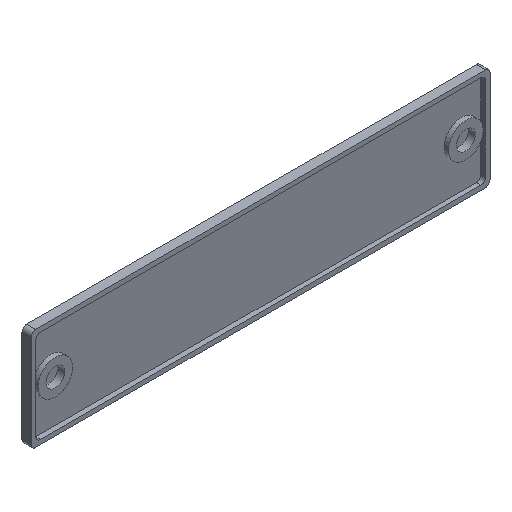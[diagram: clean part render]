
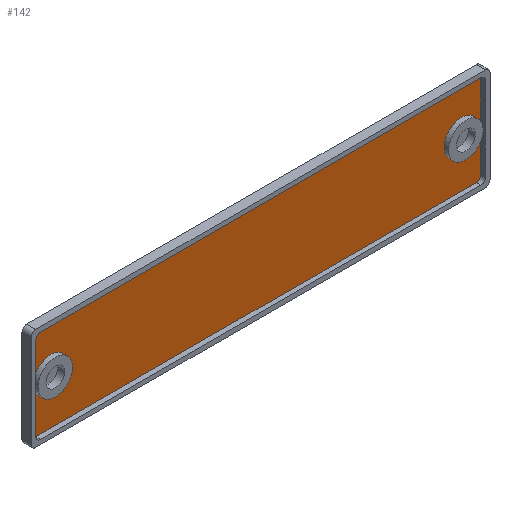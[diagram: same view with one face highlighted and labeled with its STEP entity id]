
A CAD part, isometric view. The second image highlights one B-rep face of the part: STEP entity #142.
In plain terms, the highlighted planar face has unit normal (0, -1, 0).
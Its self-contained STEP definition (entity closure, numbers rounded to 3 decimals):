
#27=CARTESIAN_POINT('',(-425.8,22.,66.75));
#28=DIRECTION('',(0.,-1.,0.));
#29=DIRECTION('',(0.,0.,-1.));
#30=AXIS2_PLACEMENT_3D('',#27,#28,#29);
#31=PLANE('',#30);
#32=CARTESIAN_POINT('',(-509.8,22.,137.305));
#33=VERTEX_POINT('',#32);
#34=CARTESIAN_POINT('',(-509.8,22.,100.855));
#35=VERTEX_POINT('',#34);
#36=CARTESIAN_POINT('',(-509.8,22.,137.305));
#37=DIRECTION('',(0.,0.,-1.));
#38=VECTOR('',#37,36.45);
#39=LINE('',#36,#38);
#40=EDGE_CURVE('',#33,#35,#39,.T.);
#41=ORIENTED_EDGE('',*,*,#40,.T.);
#42=CARTESIAN_POINT('',(-507.8,22.,98.855));
#43=VERTEX_POINT('',#42);
#44=CARTESIAN_POINT('',(-507.8,22.,100.855));
#45=DIRECTION('',(0.,-1.,0.));
#46=DIRECTION('',(1.,0.,0.));
#47=AXIS2_PLACEMENT_3D('',#44,#45,#46);
#48=CIRCLE('',#47,2.);
#49=EDGE_CURVE('',#35,#43,#48,.T.);
#50=ORIENTED_EDGE('',*,*,#49,.T.);
#51=CARTESIAN_POINT('',(-316.2,22.,98.855));
#52=VERTEX_POINT('',#51);
#53=CARTESIAN_POINT('',(-507.8,22.,98.855));
#54=DIRECTION('',(1.,0.,0.));
#55=VECTOR('',#54,191.6);
#56=LINE('',#53,#55);
#57=EDGE_CURVE('',#43,#52,#56,.T.);
#58=ORIENTED_EDGE('',*,*,#57,.T.);
#59=CARTESIAN_POINT('',(-314.2,22.,100.855));
#60=VERTEX_POINT('',#59);
#61=CARTESIAN_POINT('',(-316.2,22.,100.855));
#62=DIRECTION('',(-0.,1.,0.));
#63=DIRECTION('',(-1.,-0.,0.));
#64=AXIS2_PLACEMENT_3D('',#61,#62,#63);
#65=CIRCLE('',#64,2.);
#66=EDGE_CURVE('',#60,#52,#65,.T.);
#67=ORIENTED_EDGE('',*,*,#66,.F.);
#68=CARTESIAN_POINT('',(-314.2,22.,137.305));
#69=VERTEX_POINT('',#68);
#70=CARTESIAN_POINT('',(-314.2,22.,137.305));
#71=DIRECTION('',(0.,0.,-1.));
#72=VECTOR('',#71,36.45);
#73=LINE('',#70,#72);
#74=EDGE_CURVE('',#69,#60,#73,.T.);
#75=ORIENTED_EDGE('',*,*,#74,.F.);
#76=CARTESIAN_POINT('',(-316.2,22.,139.305));
#77=VERTEX_POINT('',#76);
#78=CARTESIAN_POINT('',(-316.2,22.,137.305));
#79=DIRECTION('',(-0.,1.,0.));
#80=DIRECTION('',(-1.,-0.,0.));
#81=AXIS2_PLACEMENT_3D('',#78,#79,#80);
#82=CIRCLE('',#81,2.);
#83=EDGE_CURVE('',#77,#69,#82,.T.);
#84=ORIENTED_EDGE('',*,*,#83,.F.);
#85=CARTESIAN_POINT('',(-507.8,22.,139.305));
#86=VERTEX_POINT('',#85);
#87=CARTESIAN_POINT('',(-316.2,22.,139.305));
#88=DIRECTION('',(-1.,-0.,0.));
#89=VECTOR('',#88,191.6);
#90=LINE('',#87,#89);
#91=EDGE_CURVE('',#77,#86,#90,.T.);
#92=ORIENTED_EDGE('',*,*,#91,.T.);
#93=CARTESIAN_POINT('',(-507.8,22.,137.305));
#94=DIRECTION('',(0.,-1.,0.));
#95=DIRECTION('',(1.,0.,0.));
#96=AXIS2_PLACEMENT_3D('',#93,#94,#95);
#97=CIRCLE('',#96,2.);
#98=EDGE_CURVE('',#86,#33,#97,.T.);
#99=ORIENTED_EDGE('',*,*,#98,.T.);
#100=EDGE_LOOP('',(#41,#50,#58,#67,#75,#84,#92,#99));
#101=FACE_BOUND('',#100,.T.);
#102=CARTESIAN_POINT('',(-508.8,22.,119.1));
#103=VERTEX_POINT('',#102);
#104=CARTESIAN_POINT('',(-493.8,22.,119.1));
#105=VERTEX_POINT('',#104);
#106=CARTESIAN_POINT('',(-501.3,22.,119.1));
#107=DIRECTION('',(0.,-1.,0.));
#108=DIRECTION('',(1.,0.,0.));
#109=AXIS2_PLACEMENT_3D('',#106,#107,#108);
#110=CIRCLE('',#109,7.5);
#111=EDGE_CURVE('',#103,#105,#110,.T.);
#112=ORIENTED_EDGE('',*,*,#111,.F.);
#113=CARTESIAN_POINT('',(-501.3,22.,119.1));
#114=DIRECTION('',(0.,-1.,0.));
#115=DIRECTION('',(1.,0.,0.));
#116=AXIS2_PLACEMENT_3D('',#113,#114,#115);
#117=CIRCLE('',#116,7.5);
#118=EDGE_CURVE('',#105,#103,#117,.T.);
#119=ORIENTED_EDGE('',*,*,#118,.F.);
#120=EDGE_LOOP('',(#112,#119));
#121=FACE_BOUND('',#120,.T.);
#122=CARTESIAN_POINT('',(-330.2,22.,119.1));
#123=VERTEX_POINT('',#122);
#124=CARTESIAN_POINT('',(-315.2,22.,119.1));
#125=VERTEX_POINT('',#124);
#126=CARTESIAN_POINT('',(-322.7,22.,119.1));
#127=DIRECTION('',(-0.,1.,0.));
#128=DIRECTION('',(-1.,-0.,0.));
#129=AXIS2_PLACEMENT_3D('',#126,#127,#128);
#130=CIRCLE('',#129,7.5);
#131=EDGE_CURVE('',#123,#125,#130,.T.);
#132=ORIENTED_EDGE('',*,*,#131,.T.);
#133=CARTESIAN_POINT('',(-322.7,22.,119.1));
#134=DIRECTION('',(-0.,1.,0.));
#135=DIRECTION('',(-1.,-0.,0.));
#136=AXIS2_PLACEMENT_3D('',#133,#134,#135);
#137=CIRCLE('',#136,7.5);
#138=EDGE_CURVE('',#125,#123,#137,.T.);
#139=ORIENTED_EDGE('',*,*,#138,.T.);
#140=EDGE_LOOP('',(#132,#139));
#141=FACE_BOUND('',#140,.T.);
#142=ADVANCED_FACE('',(#101,#121,#141),#31,.T.);
